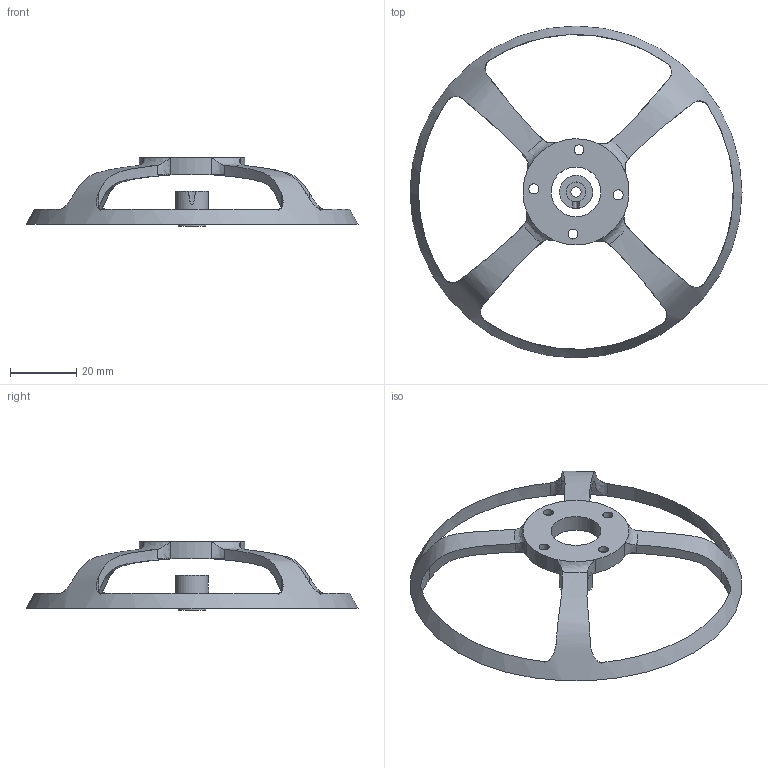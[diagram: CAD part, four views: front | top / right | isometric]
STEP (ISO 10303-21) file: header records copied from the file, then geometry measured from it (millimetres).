
FILE_DESCRIPTION(/* description */ (''),/* implementation_level */ '2;1');
FILE_NAME(/* name */ 'Old Bracket_v1.step',/* time_stamp */ '2023-12-13T12:05:12-06:00',/* author */ (''),/* organization */ (''),/* preprocessor_version */ 'ST-DEVELOPER v20',/* originating_system */ 'Autodesk Translation Framework v12.14.0.127',/* authorisation */ '');
FILE_SCHEMA (('AUTOMOTIVE_DESIGN { 1 0 10303 214 3 1 1 }'));
Length unit declared in the file: millimetre
Products named in the file (2): Old Bracket; Bracket
Assembly tree (1 placements, depth 2):
  Old Bracket
    Bracket
Bounding box: 100.08 x 100.08 x 20.5 mm (x, y, z)
Volume: 8881.3 mm3; surface area: 9894.4 mm2
Topology: 2 solids, 2 shells, 78 faces, 235 edges, 158 vertices
Faces by surface type: bspline 34, cylinder 25, plane 14, cone 5
Full cylindrical faces by diameter (mm): 2.2 x4, 3 x4, 3.1 x1, 5.5 x4, 6 x1, 8.3 x1, 10 x1, 15 x1
Entity records: 4037 total; most frequent: CARTESIAN_POINT 2180, ORIENTED_EDGE 462, DIRECTION 248, EDGE_CURVE 231, VERTEX_POINT 158, B_SPLINE_CURVE_WITH_KNOTS 143, AXIS2_PLACEMENT_3D 114, EDGE_LOOP 99
